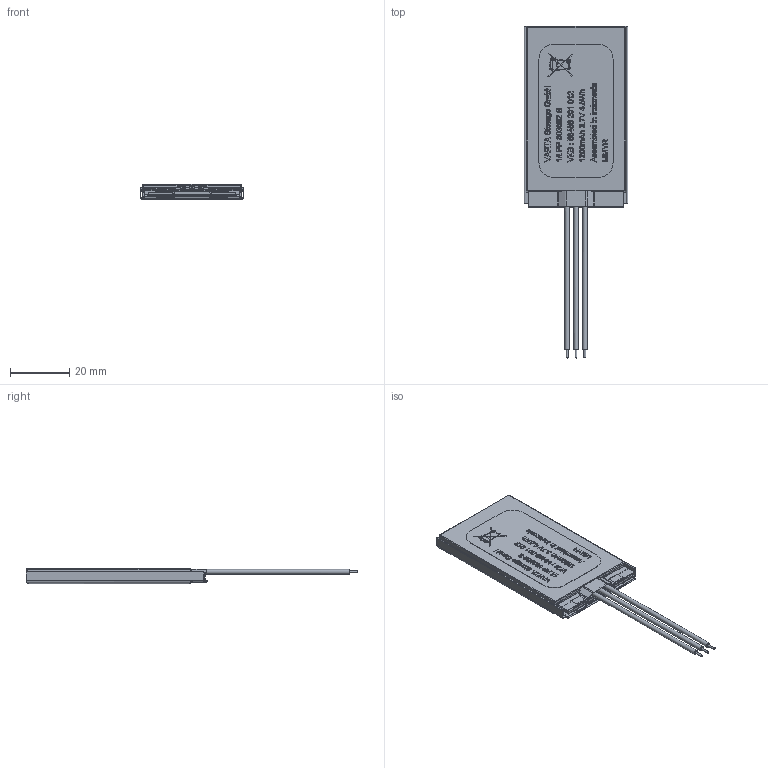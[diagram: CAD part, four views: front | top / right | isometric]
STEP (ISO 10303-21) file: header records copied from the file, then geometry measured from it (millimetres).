
FILE_DESCRIPTION(/* description */ (''),/* implementation_level */ '2;1');
FILE_NAME(/* name */ '715416.stp',/* time_stamp */ '2015-10-07T09:00:05+07:00',/* author */ ('Bony'),/* organization */ (''),/* preprocessor_version */ 'ST-DEVELOPER v15.6',/* originating_system */ 'Autodesk Inventor 2015',/* authorisation */ '');
FILE_SCHEMA (('AUTOMOTIVE_DESIGN { 1 0 10303 214 3 1 1 }'));
Products named in the file (1): 715416
Bounding box: 35 x 112.15 x 5.11 mm (x, y, z)
Volume: 10141.2 mm3; surface area: 8393.7 mm2
Topology: 1 solids, 7 shells, 2122 faces, 5857 edges, 3853 vertices
Faces by surface type: plane 1239, bspline 670, cylinder 186, torus 17, sphere 6, cone 4
Full cylindrical faces by diameter (mm): 0.259 x1, 0.53 x1, 0.64 x6, 1.001 x1, 1.5 x2, 1.56 x3
Entity records: 73276 total; most frequent: CARTESIAN_POINT 21349, ORIENTED_EDGE 11652, DIRECTION 7839, EDGE_CURVE 5823, LINE 3927, VECTOR 3927, VERTEX_POINT 3847, EDGE_LOOP 2336
